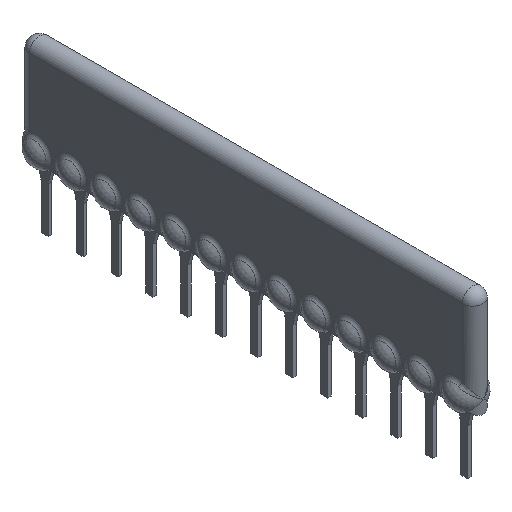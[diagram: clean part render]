
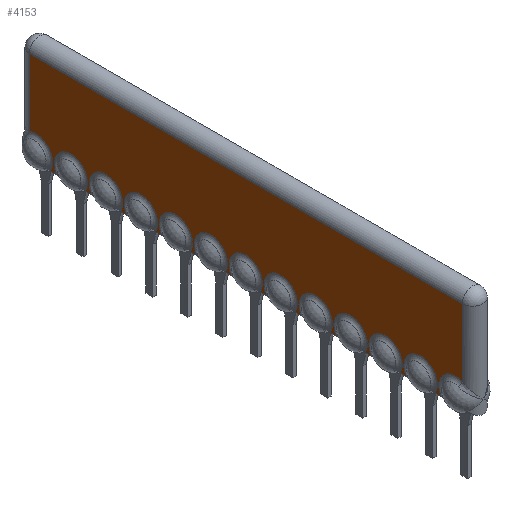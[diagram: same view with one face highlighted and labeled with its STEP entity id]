
A CAD part, isometric view. The second image highlights one B-rep face of the part: STEP entity #4153.
In plain terms, the highlighted planar face has unit normal (-1, 0, 0).
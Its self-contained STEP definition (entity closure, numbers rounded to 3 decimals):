
#356=CARTESIAN_POINT('',(-0.75,0.75,
1.112));
#619=CARTESIAN_POINT('',(-0.75,32.22,1.112));
#638=CARTESIAN_POINT('',(-0.75,31.725,0.));
#639=DIRECTION('',(1.,0.,0.));
#640=DIRECTION('',(0.,0.407,0.914));
#641=AXIS2_PLACEMENT_3D('',#638,#639,#640);
#655=DIRECTION('',(0.,0.,-1.));
#656=VECTOR('',#655,4.893);
#657=CARTESIAN_POINT('',(-0.75,32.22,6.005));
#658=LINE('',#657,#656);
#659=DIRECTION('',(0.,0.,-1.));
#660=VECTOR('',#659,4.893);
#661=CARTESIAN_POINT('',(-0.75,0.75,6.005));
#662=LINE('',#661,#660);
#663=CARTESIAN_POINT('',(-0.75,1.245,0.));
#664=DIRECTION('',(1.,0.,0.));
#665=DIRECTION('',(0.,0.875,-0.484));
#666=AXIS2_PLACEMENT_3D('',#663,#664,#665);
#668=DIRECTION('',(0.,1.,0.));
#669=VECTOR('',#668,0.409);
#670=CARTESIAN_POINT('',(-0.75,2.311,-0.589));
#671=LINE('',#670,#669);
#672=DIRECTION('',(0.,1.,0.));
#673=VECTOR('',#672,0.409);
#674=CARTESIAN_POINT('',(-0.75,4.851,-0.589));
#675=LINE('',#674,#673);
#676=DIRECTION('',(0.,1.,0.));
#677=VECTOR('',#676,0.409);
#678=CARTESIAN_POINT('',(-0.75,7.391,-0.589));
#679=LINE('',#678,#677);
#680=DIRECTION('',(0.,1.,0.));
#681=VECTOR('',#680,0.409);
#682=CARTESIAN_POINT('',(-0.75,9.931,-0.589));
#683=LINE('',#682,#681);
#684=DIRECTION('',(0.,1.,0.));
#685=VECTOR('',#684,0.409);
#686=CARTESIAN_POINT('',(-0.75,12.471,-0.589));
#687=LINE('',#686,#685);
#688=DIRECTION('',(0.,1.,0.));
#689=VECTOR('',#688,0.409);
#690=CARTESIAN_POINT('',(-0.75,15.011,-0.589));
#691=LINE('',#690,#689);
#692=DIRECTION('',(0.,1.,0.));
#693=VECTOR('',#692,0.409);
#694=CARTESIAN_POINT('',(-0.75,17.551,-0.589));
#695=LINE('',#694,#693);
#696=DIRECTION('',(0.,1.,0.));
#697=VECTOR('',#696,0.409);
#698=CARTESIAN_POINT('',(-0.75,20.091,-0.589));
#699=LINE('',#698,#697);
#700=DIRECTION('',(0.,1.,0.));
#701=VECTOR('',#700,0.409);
#702=CARTESIAN_POINT('',(-0.75,22.631,-0.589));
#703=LINE('',#702,#701);
#704=DIRECTION('',(0.,1.,0.));
#705=VECTOR('',#704,0.409);
#706=CARTESIAN_POINT('',(-0.75,25.171,-0.589));
#707=LINE('',#706,#705);
#708=DIRECTION('',(0.,1.,0.));
#709=VECTOR('',#708,0.409);
#710=CARTESIAN_POINT('',(-0.75,27.711,-0.589));
#711=LINE('',#710,#709);
#712=DIRECTION('',(0.,1.,0.));
#713=VECTOR('',#712,0.409);
#714=CARTESIAN_POINT('',(-0.75,30.251,-0.589));
#715=LINE('',#714,#713);
#726=DIRECTION('',(0.,1.,0.));
#727=VECTOR('',#726,31.47);
#728=CARTESIAN_POINT('',(-0.75,0.75,6.005));
#729=LINE('',#728,#727);
#759=CARTESIAN_POINT('',(-0.75,3.785,0.));
#760=DIRECTION('',(1.,0.,0.));
#761=DIRECTION('',(0.,0.875,-0.484));
#762=AXIS2_PLACEMENT_3D('',#759,#760,#761);
#915=CARTESIAN_POINT('',(-0.75,6.325,0.));
#916=DIRECTION('',(1.,0.,0.));
#917=DIRECTION('',(0.,0.875,-0.484));
#918=AXIS2_PLACEMENT_3D('',#915,#916,#917);
#1081=CARTESIAN_POINT('',(-0.75,8.865,0.));
#1082=DIRECTION('',(1.,0.,0.));
#1083=DIRECTION('',(0.,0.875,-0.484));
#1084=AXIS2_PLACEMENT_3D('',#1081,#1082,#1083);
#1242=CARTESIAN_POINT('',(-0.75,11.405,0.));
#1243=DIRECTION('',(1.,0.,0.));
#1244=DIRECTION('',(0.,0.875,-0.484));
#1245=AXIS2_PLACEMENT_3D('',#1242,#1243,#1244);
#1307=CARTESIAN_POINT('',(-0.75,13.945,0.));
#1308=DIRECTION('',(1.,0.,0.));
#1309=DIRECTION('',(0.,0.875,-0.484));
#1310=AXIS2_PLACEMENT_3D('',#1307,#1308,#1309);
#1473=CARTESIAN_POINT('',(-0.75,16.485,0.));
#1474=DIRECTION('',(1.,0.,0.));
#1475=DIRECTION('',(0.,0.875,-0.484));
#1476=AXIS2_PLACEMENT_3D('',#1473,#1474,#1475);
#1639=CARTESIAN_POINT('',(-0.75,19.025,0.));
#1640=DIRECTION('',(1.,0.,0.));
#1641=DIRECTION('',(0.,0.875,-0.484));
#1642=AXIS2_PLACEMENT_3D('',#1639,#1640,#1641);
#1805=CARTESIAN_POINT('',(-0.75,21.565,0.));
#1806=DIRECTION('',(1.,0.,0.));
#1807=DIRECTION('',(0.,0.875,-0.484));
#1808=AXIS2_PLACEMENT_3D('',#1805,#1806,#1807);
#1971=CARTESIAN_POINT('',(-0.75,24.105,0.));
#1972=DIRECTION('',(1.,0.,0.));
#1973=DIRECTION('',(0.,0.875,-0.484));
#1974=AXIS2_PLACEMENT_3D('',#1971,#1972,#1973);
#2137=CARTESIAN_POINT('',(-0.75,26.645,0.));
#2138=DIRECTION('',(1.,0.,0.));
#2139=DIRECTION('',(0.,0.875,-0.484));
#2140=AXIS2_PLACEMENT_3D('',#2137,#2138,#2139);
#2303=CARTESIAN_POINT('',(-0.75,29.185,0.));
#2304=DIRECTION('',(1.,0.,0.));
#2305=DIRECTION('',(0.,0.875,-0.484));
#2306=AXIS2_PLACEMENT_3D('',#2303,#2304,#2305);
#2696=CARTESIAN_POINT('',(-0.75,0.75,6.005));
#2698=VERTEX_POINT('',#2696);
#2701=VERTEX_POINT('',#356);
#2704=CARTESIAN_POINT('',(-0.75,2.311,-0.589));
#2705=VERTEX_POINT('',#2704);
#2723=CARTESIAN_POINT('',(-0.75,4.851,-0.589));
#2724=CARTESIAN_POINT('',(-0.75,5.259,-0.589));
#2725=VERTEX_POINT('',#2723);
#2726=VERTEX_POINT('',#2724);
#2731=CARTESIAN_POINT('',(-0.75,2.719,-0.589));
#2732=VERTEX_POINT('',#2731);
#2743=CARTESIAN_POINT('',(-0.75,7.391,-0.589));
#2744=CARTESIAN_POINT('',(-0.75,7.799,-0.589));
#2745=VERTEX_POINT('',#2743);
#2746=VERTEX_POINT('',#2744);
#2747=CARTESIAN_POINT('',(-0.75,9.931,-0.589));
#2748=CARTESIAN_POINT('',(-0.75,10.339,-0.589));
#2749=VERTEX_POINT('',#2747);
#2750=VERTEX_POINT('',#2748);
#2751=CARTESIAN_POINT('',(-0.75,12.471,-0.589));
#2752=CARTESIAN_POINT('',(-0.75,12.879,-0.589));
#2753=VERTEX_POINT('',#2751);
#2754=VERTEX_POINT('',#2752);
#2755=CARTESIAN_POINT('',(-0.75,15.011,-0.589));
#2756=CARTESIAN_POINT('',(-0.75,15.419,-0.589));
#2757=VERTEX_POINT('',#2755);
#2758=VERTEX_POINT('',#2756);
#2759=CARTESIAN_POINT('',(-0.75,17.551,-0.589));
#2760=CARTESIAN_POINT('',(-0.75,17.959,-0.589));
#2761=VERTEX_POINT('',#2759);
#2762=VERTEX_POINT('',#2760);
#2763=CARTESIAN_POINT('',(-0.75,20.091,-0.589));
#2764=CARTESIAN_POINT('',(-0.75,20.499,-0.589));
#2765=VERTEX_POINT('',#2763);
#2766=VERTEX_POINT('',#2764);
#2767=CARTESIAN_POINT('',(-0.75,22.631,-0.589));
#2768=CARTESIAN_POINT('',(-0.75,23.039,-0.589));
#2769=VERTEX_POINT('',#2767);
#2770=VERTEX_POINT('',#2768);
#2771=CARTESIAN_POINT('',(-0.75,25.171,-0.589));
#2772=CARTESIAN_POINT('',(-0.75,25.579,-0.589));
#2773=VERTEX_POINT('',#2771);
#2774=VERTEX_POINT('',#2772);
#2775=CARTESIAN_POINT('',(-0.75,27.711,-0.589));
#2776=CARTESIAN_POINT('',(-0.75,28.119,-0.589));
#2777=VERTEX_POINT('',#2775);
#2778=VERTEX_POINT('',#2776);
#2779=CARTESIAN_POINT('',(-0.75,30.251,-0.589));
#2780=CARTESIAN_POINT('',(-0.75,30.659,-0.589));
#2781=VERTEX_POINT('',#2779);
#2782=VERTEX_POINT('',#2780);
#3229=VERTEX_POINT('',#619);
#3230=CARTESIAN_POINT('',(-0.75,32.22,6.005));
#3231=VERTEX_POINT('',#3230);
#4105=CARTESIAN_POINT('',(-0.75,0.,-0.589));
#4106=DIRECTION('',(-1.,0.,0.));
#4107=DIRECTION('',(0.,0.,1.));
#4108=AXIS2_PLACEMENT_3D('',#4105,#4106,#4107);
#4109=PLANE('',#4108);
#4110=ORIENTED_EDGE('',*,*,#3937,.F.);
#4112=ORIENTED_EDGE('',*,*,#4111,.F.);
#4113=ORIENTED_EDGE('',*,*,#3679,.T.);
#4115=ORIENTED_EDGE('',*,*,#4114,.F.);
#4116=ORIENTED_EDGE('',*,*,#3403,.T.);
#4118=ORIENTED_EDGE('',*,*,#4117,.F.);
#4119=ORIENTED_EDGE('',*,*,#3387,.T.);
#4121=ORIENTED_EDGE('',*,*,#4120,.F.);
#4122=ORIENTED_EDGE('',*,*,#3646,.T.);
#4124=ORIENTED_EDGE('',*,*,#4123,.F.);
#4125=ORIENTED_EDGE('',*,*,#3614,.T.);
#4127=ORIENTED_EDGE('',*,*,#4126,.F.);
#4128=ORIENTED_EDGE('',*,*,#3591,.T.);
#4130=ORIENTED_EDGE('',*,*,#4129,.F.);
#4131=ORIENTED_EDGE('',*,*,#3567,.T.);
#4133=ORIENTED_EDGE('',*,*,#4132,.F.);
#4134=ORIENTED_EDGE('',*,*,#3543,.T.);
#4136=ORIENTED_EDGE('',*,*,#4135,.F.);
#4137=ORIENTED_EDGE('',*,*,#3519,.T.);
#4139=ORIENTED_EDGE('',*,*,#4138,.F.);
#4140=ORIENTED_EDGE('',*,*,#3495,.T.);
#4142=ORIENTED_EDGE('',*,*,#4141,.F.);
#4143=ORIENTED_EDGE('',*,*,#3471,.T.);
#4145=ORIENTED_EDGE('',*,*,#4144,.F.);
#4146=ORIENTED_EDGE('',*,*,#3447,.T.);
#4148=ORIENTED_EDGE('',*,*,#4147,.F.);
#4149=ORIENTED_EDGE('',*,*,#3423,.T.);
#4150=ORIENTED_EDGE('',*,*,#4094,.F.);
#4151=EDGE_LOOP('',(#4110,#4112,#4113,#4115,#4116,#4118,#4119,#4121,#4122,#4124,
#4125,#4127,#4128,#4130,#4131,#4133,#4134,#4136,#4137,#4139,#4140,#4142,#4143,
#4145,#4146,#4148,#4149,#4150));
#4152=FACE_OUTER_BOUND('',#4151,.F.);
#642=CIRCLE('',#641,1.218);
#667=CIRCLE('',#666,1.218);
#763=CIRCLE('',#762,1.218);
#919=CIRCLE('',#918,1.218);
#1085=CIRCLE('',#1084,1.218);
#1246=CIRCLE('',#1245,1.218);
#1311=CIRCLE('',#1310,1.218);
#1477=CIRCLE('',#1476,1.218);
#1643=CIRCLE('',#1642,1.218);
#1809=CIRCLE('',#1808,1.218);
#1975=CIRCLE('',#1974,1.218);
#2141=CIRCLE('',#2140,1.218);
#2307=CIRCLE('',#2306,1.218);
#3387=EDGE_CURVE('',#2725,#2726,#675,.T.);
#3403=EDGE_CURVE('',#2705,#2732,#671,.T.);
#3423=EDGE_CURVE('',#2781,#2782,#715,.T.);
#3447=EDGE_CURVE('',#2777,#2778,#711,.T.);
#3471=EDGE_CURVE('',#2773,#2774,#707,.T.);
#3495=EDGE_CURVE('',#2769,#2770,#703,.T.);
#3519=EDGE_CURVE('',#2765,#2766,#699,.T.);
#3543=EDGE_CURVE('',#2761,#2762,#695,.T.);
#3567=EDGE_CURVE('',#2757,#2758,#691,.T.);
#3591=EDGE_CURVE('',#2753,#2754,#687,.T.);
#3614=EDGE_CURVE('',#2749,#2750,#683,.T.);
#3646=EDGE_CURVE('',#2745,#2746,#679,.T.);
#3679=EDGE_CURVE('',#2698,#2701,#662,.T.);
#3937=EDGE_CURVE('',#3231,#3229,#658,.T.);
#4094=EDGE_CURVE('',#3229,#2782,#642,.T.);
#4111=EDGE_CURVE('',#2698,#3231,#729,.T.);
#4114=EDGE_CURVE('',#2705,#2701,#667,.T.);
#4117=EDGE_CURVE('',#2725,#2732,#763,.T.);
#4120=EDGE_CURVE('',#2745,#2726,#919,.T.);
#4123=EDGE_CURVE('',#2749,#2746,#1085,.T.);
#4126=EDGE_CURVE('',#2753,#2750,#1246,.T.);
#4129=EDGE_CURVE('',#2757,#2754,#1311,.T.);
#4132=EDGE_CURVE('',#2761,#2758,#1477,.T.);
#4135=EDGE_CURVE('',#2765,#2762,#1643,.T.);
#4138=EDGE_CURVE('',#2769,#2766,#1809,.T.);
#4141=EDGE_CURVE('',#2773,#2770,#1975,.T.);
#4144=EDGE_CURVE('',#2777,#2774,#2141,.T.);
#4147=EDGE_CURVE('',#2781,#2778,#2307,.T.);
#4153=ADVANCED_FACE('',(#4152),#4109,.T.);
